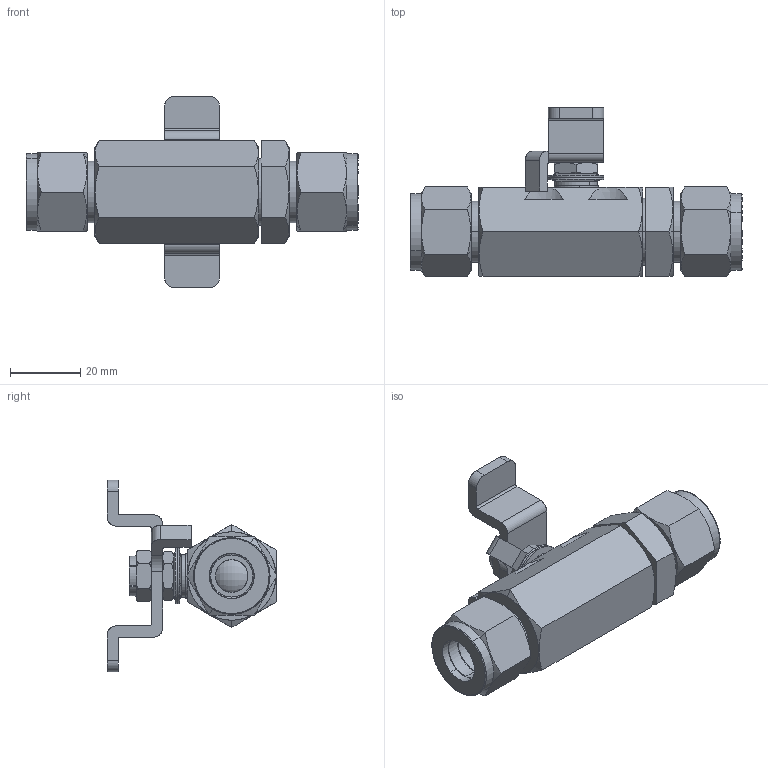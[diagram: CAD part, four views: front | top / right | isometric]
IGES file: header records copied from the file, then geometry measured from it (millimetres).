
Start section: SolidWorks IGES file using analytic representation for surfaces
Global section: file name: 8204XXC8W.IGS; native system: SolidWorks 2017; preprocessor: SolidWorks 2017; author: ryanm; date: 180312.105611; units: inch
Bounding box: 94.45 x 48.26 x 54.61 mm (x, y, z)
Surface area: 30246.3 mm2 (no closed solid volume)
Topology: 0 solids, 0 shells, 591 faces, 9315 edges, 9314 vertices
Faces by surface type: revolution 341, bspline 250
